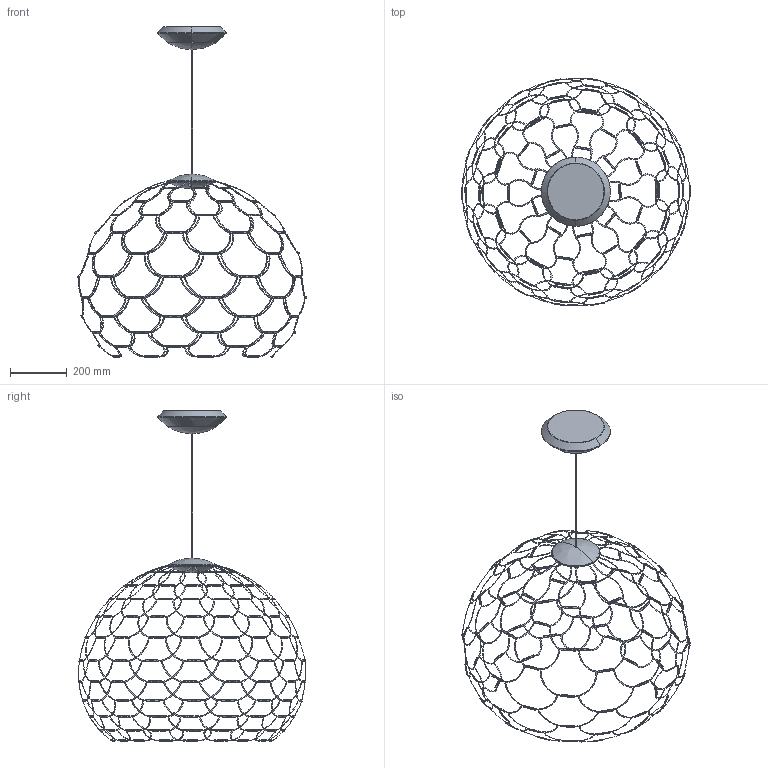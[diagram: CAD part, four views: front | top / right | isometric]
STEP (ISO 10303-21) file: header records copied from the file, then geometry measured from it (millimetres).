
FILE_DESCRIPTION(/* description */ (''),/* implementation_level */ '2;1');
FILE_NAME(/* name */ 'LA6D83~1',/* time_stamp */ '2021-04-13T11:34:09+02:00',/* author */ (''),/* organization */ (''),/* preprocessor_version */ 'ST-DEVELOPER v15',/* originating_system */ '',/* authorisation */ '');
FILE_SCHEMA (('CONFIG_CONTROL_DESIGN'));
Length unit declared in the file: millimetre
Products named in the file (1): Document
Bounding box: 805.11 x 802.11 x 1165.4 mm (x, y, z)
Volume: 66799.1 mm3; surface area: 372969.3 mm2
Topology: 99 solids, 318 shells, 1636 faces, 4771 edges, 3552 vertices
Faces by surface type: plane 1589, bspline 47
Entity records: 49853 total; most frequent: CARTESIAN_POINT 18793, ORIENTED_EDGE 7602, EDGE_CURVE 4768, B_SPLINE_CURVE_WITH_KNOTS 4706, VERTEX_POINT 3552, EDGE_LOOP 1640, ADVANCED_FACE 1636, FACE_OUTER_BOUND 1636
